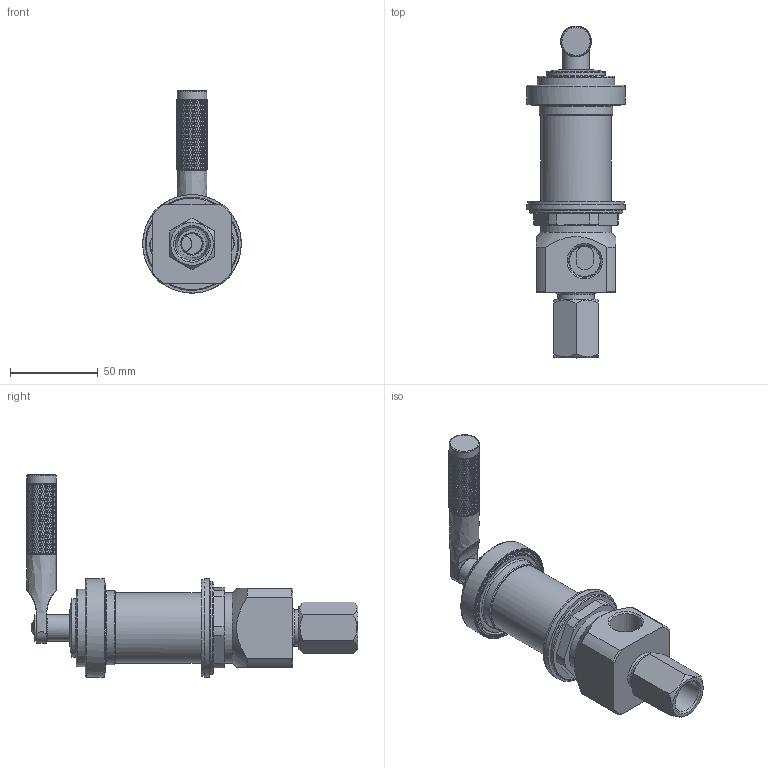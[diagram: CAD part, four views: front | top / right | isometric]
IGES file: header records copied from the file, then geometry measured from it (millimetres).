
Global section: file name: V7KA41-LK; native system: Autodesk Inventor 2018; preprocessor: unknown; author: aduggalther; date: 20171213.080920; units: millimetre
Bounding box: 56 x 188.65 x 115 mm (x, y, z)
Volume: 209754.5 mm3; surface area: 102598.6 mm2
Topology: 26 solids, 26 shells, 6029 faces, 12688 edges, 6770 vertices
Faces by surface type: bspline 6029
